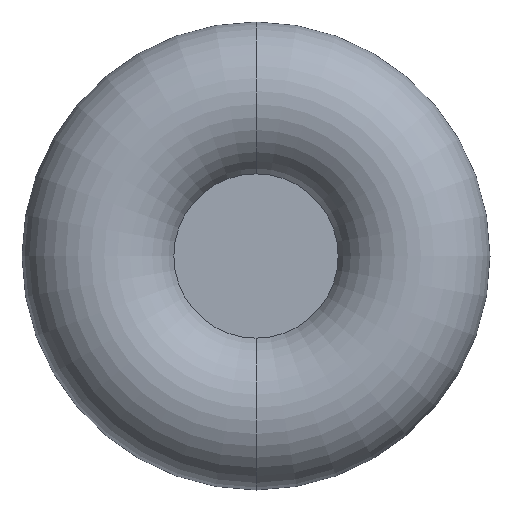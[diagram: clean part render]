
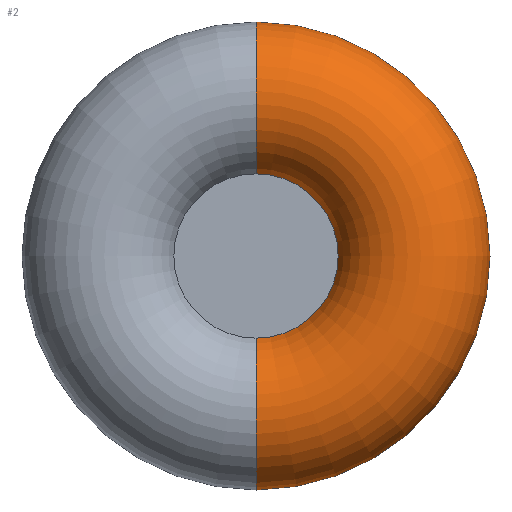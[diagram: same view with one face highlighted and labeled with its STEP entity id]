
A CAD part, front view. The second image highlights one B-rep face of the part: STEP entity #2.
In plain terms, the highlighted toroidal (fillet/blend) face has major radius 5 mm and minor radius 2.5 mm.
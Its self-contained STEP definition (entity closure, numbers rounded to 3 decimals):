
#2 = ADVANCED_FACE ( 'NONE', ( #457 ), #323, .T. ) ;
#28 = AXIS2_PLACEMENT_3D ( 'NONE', #232, #284, #279 ) ;
#30 = DIRECTION ( 'NONE',  ( -1., 0., 0. ) ) ;
#36 = CIRCLE ( 'NONE', #199, 2.5 ) ;
#46 = EDGE_CURVE ( 'NONE', #493, #212, #256, .T. ) ;
#51 = ORIENTED_EDGE ( 'NONE', *, *, #46, .T. ) ;
#56 = DIRECTION ( 'NONE',  ( 1., 0., 0. ) ) ;
#58 = DIRECTION ( 'NONE',  ( 0., 0., 1. ) ) ;
#66 = DIRECTION ( 'NONE',  ( 0., -1., 0. ) ) ;
#92 = ORIENTED_EDGE ( 'NONE', *, *, #246, .F. ) ;
#112 = EDGE_CURVE ( 'NONE', #610, #492, #408, .T. ) ;
#114 = DIRECTION ( 'NONE',  ( 0., 0., -1. ) ) ;
#142 = AXIS2_PLACEMENT_3D ( 'NONE', #379, #554, #58 ) ;
#159 = CIRCLE ( 'NONE', #504, 2.5 ) ;
#190 = DIRECTION ( 'NONE',  ( 0., 0., 1. ) ) ;
#199 = AXIS2_PLACEMENT_3D ( 'NONE', #551, #56, #114 ) ;
#212 = VERTEX_POINT ( 'NONE', #341 ) ;
#220 = CARTESIAN_POINT ( 'NONE',  ( 0., 1.7, 0. ) ) ;
#232 = CARTESIAN_POINT ( 'NONE',  ( 0., 4.492, 0. ) ) ;
#246 = EDGE_CURVE ( 'NONE', #492, #212, #159, .T. ) ;
#256 = CIRCLE ( 'NONE', #28, 6.511 ) ;
#279 = DIRECTION ( 'NONE',  ( 0., 0., -1. ) ) ;
#284 = DIRECTION ( 'NONE',  ( 0., -1., 0. ) ) ;
#323 = TOROIDAL_SURFACE ( 'NONE', #142, 5., 2.5 ) ;
#325 = CARTESIAN_POINT ( 'NONE',  ( 0., 1.7, 2.631 ) ) ;
#341 = CARTESIAN_POINT ( 'NONE',  ( 0., 4.492, 6.511 ) ) ;
#367 = CARTESIAN_POINT ( 'NONE',  ( 0., 1.7, -2.631 ) ) ;
#375 = EDGE_LOOP ( 'NONE', ( #460, #596, #51, #92 ) ) ;
#379 = CARTESIAN_POINT ( 'NONE',  ( 0., 2.5, 0. ) ) ;
#408 = CIRCLE ( 'NONE', #583, 2.631 ) ;
#419 = DIRECTION ( 'NONE',  ( 0., 0., 1. ) ) ;
#457 = FACE_OUTER_BOUND ( 'NONE', #375, .T. ) ;
#460 = ORIENTED_EDGE ( 'NONE', *, *, #112, .F. ) ;
#475 = CARTESIAN_POINT ( 'NONE',  ( 0., 2.5, 5. ) ) ;
#492 = VERTEX_POINT ( 'NONE', #325 ) ;
#493 = VERTEX_POINT ( 'NONE', #515 ) ;
#504 = AXIS2_PLACEMENT_3D ( 'NONE', #475, #30, #190 ) ;
#515 = CARTESIAN_POINT ( 'NONE',  ( 0., 4.492, -6.511 ) ) ;
#537 = EDGE_CURVE ( 'NONE', #610, #493, #36, .T. ) ;
#551 = CARTESIAN_POINT ( 'NONE',  ( 0., 2.5, -5. ) ) ;
#554 = DIRECTION ( 'NONE',  ( 0., 1., 0. ) ) ;
#583 = AXIS2_PLACEMENT_3D ( 'NONE', #220, #66, #419 ) ;
#596 = ORIENTED_EDGE ( 'NONE', *, *, #537, .T. ) ;
#610 = VERTEX_POINT ( 'NONE', #367 ) ;
